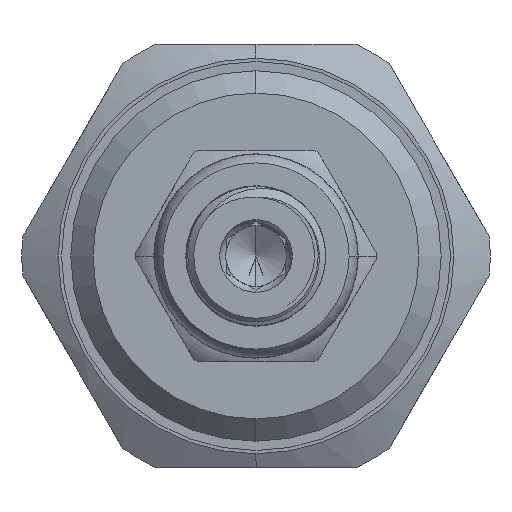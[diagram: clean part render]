
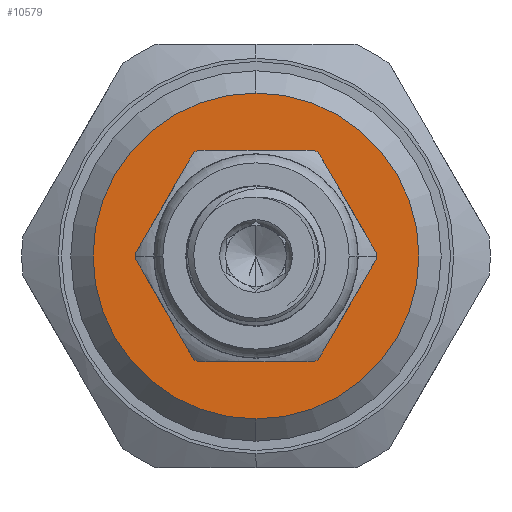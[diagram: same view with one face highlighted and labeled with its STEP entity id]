
A CAD part, left-side view. The second image highlights one B-rep face of the part: STEP entity #10579.
In plain terms, the highlighted planar face has unit normal (-1, 0, 0).
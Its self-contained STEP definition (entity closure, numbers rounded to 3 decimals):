
#489 = CARTESIAN_POINT ( 'NONE',  ( -17.9, 0., -11. ) ) ;
#539 = EDGE_LOOP ( 'NONE', ( #955, #2242 ) ) ;
#898 = DIRECTION ( 'NONE',  ( -1., 0., 0. ) ) ;
#955 = ORIENTED_EDGE ( 'NONE', *, *, #1685, .T. ) ;
#1376 = DIRECTION ( 'NONE',  ( -1., 0., 0. ) ) ;
#1685 = EDGE_CURVE ( 'NONE', #4017, #11478, #13297, .T. ) ;
#1740 = EDGE_CURVE ( 'NONE', #8490, #10420, #6464, .T. ) ;
#1912 = CARTESIAN_POINT ( 'NONE',  ( -17.9, 0., 0. ) ) ;
#1915 = EDGE_CURVE ( 'NONE', #10420, #8490, #8017, .T. ) ;
#2242 = ORIENTED_EDGE ( 'NONE', *, *, #4461, .T. ) ;
#2362 = DIRECTION ( 'NONE',  ( 0., 0., 1. ) ) ;
#3095 = AXIS2_PLACEMENT_3D ( 'NONE', #1912, #9764, #10858 ) ;
#3555 = AXIS2_PLACEMENT_3D ( 'NONE', #6958, #1376, #12536 ) ;
#3663 = FACE_BOUND ( 'NONE', #6386, .T. ) ;
#3926 = CIRCLE ( 'NONE', #8318, 11. ) ;
#3991 = DIRECTION ( 'NONE',  ( 0., -1., 0. ) ) ;
#4017 = VERTEX_POINT ( 'NONE', #489 ) ;
#4461 = EDGE_CURVE ( 'NONE', #11478, #4017, #3926, .T. ) ;
#5001 = DIRECTION ( 'NONE',  ( 1., 0., 0. ) ) ;
#5100 = CARTESIAN_POINT ( 'NONE',  ( -17.9, 0., 0. ) ) ;
#5320 = DIRECTION ( 'NONE',  ( 1., 0., 0. ) ) ;
#5625 = FACE_OUTER_BOUND ( 'NONE', #539, .T. ) ;
#6048 = ORIENTED_EDGE ( 'NONE', *, *, #1740, .T. ) ;
#6107 = AXIS2_PLACEMENT_3D ( 'NONE', #13370, #5320, #8699 ) ;
#6386 = EDGE_LOOP ( 'NONE', ( #13031, #6048 ) ) ;
#6464 = CIRCLE ( 'NONE', #10921, 6.875 ) ;
#6958 = CARTESIAN_POINT ( 'NONE',  ( -17.9, 0., 0. ) ) ;
#7579 = PLANE ( 'NONE',  #6107 ) ;
#8017 = CIRCLE ( 'NONE', #3095, 6.875 ) ;
#8249 = CARTESIAN_POINT ( 'NONE',  ( -17.9, -6.875, 0. ) ) ;
#8318 = AXIS2_PLACEMENT_3D ( 'NONE', #14319, #898, #2362 ) ;
#8490 = VERTEX_POINT ( 'NONE', #8249 ) ;
#8699 = DIRECTION ( 'NONE',  ( 0., 0., -1. ) ) ;
#9764 = DIRECTION ( 'NONE',  ( 1., 0., 0. ) ) ;
#9830 = CARTESIAN_POINT ( 'NONE',  ( -17.9, 0., 11. ) ) ;
#10208 = CARTESIAN_POINT ( 'NONE',  ( -17.9, 6.875, 0. ) ) ;
#10420 = VERTEX_POINT ( 'NONE', #10208 ) ;
#10579 = ADVANCED_FACE ( 'NONE', ( #3663, #5625 ), #7579, .F. ) ;
#10858 = DIRECTION ( 'NONE',  ( 0., -1., 0. ) ) ;
#10921 = AXIS2_PLACEMENT_3D ( 'NONE', #5100, #5001, #3991 ) ;
#11478 = VERTEX_POINT ( 'NONE', #9830 ) ;
#12536 = DIRECTION ( 'NONE',  ( 0., 0., 1. ) ) ;
#13031 = ORIENTED_EDGE ( 'NONE', *, *, #1915, .T. ) ;
#13297 = CIRCLE ( 'NONE', #3555, 11. ) ;
#13370 = CARTESIAN_POINT ( 'NONE',  ( -17.9, 0., 0. ) ) ;
#14319 = CARTESIAN_POINT ( 'NONE',  ( -17.9, 0., 0. ) ) ;
